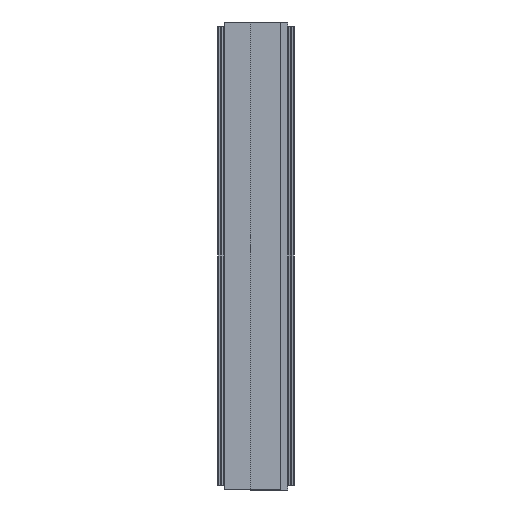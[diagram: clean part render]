
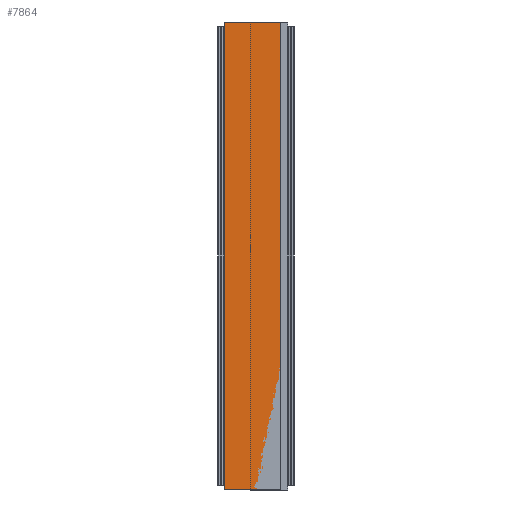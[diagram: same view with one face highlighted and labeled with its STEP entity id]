
A CAD part, front view. The second image highlights one B-rep face of the part: STEP entity #7864.
In plain terms, the highlighted planar face has unit normal (0, -1, 0).
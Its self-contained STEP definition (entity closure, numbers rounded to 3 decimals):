
#274 = CARTESIAN_POINT ( 'NONE',  ( 1225., 0., 146.85 ) ) ;
#548 = DIRECTION ( 'NONE',  ( 0., 0., -1. ) ) ;
#729 = FACE_OUTER_BOUND ( 'NONE', #3906, .T. ) ;
#815 = DIRECTION ( 'NONE',  ( -1., 0., 0. ) ) ;
#1279 = EDGE_CURVE ( 'NONE', #3804, #2555, #1645, .T. ) ;
#1358 = VERTEX_POINT ( 'NONE', #11175 ) ;
#1645 = LINE ( 'NONE', #6215, #8863 ) ;
#2266 = DIRECTION ( 'NONE',  ( 0., 0., 1. ) ) ;
#2555 = VERTEX_POINT ( 'NONE', #5923 ) ;
#3044 = EDGE_CURVE ( 'NONE', #8771, #1358, #12239, .T. ) ;
#3115 = CARTESIAN_POINT ( 'NONE',  ( 1225., 0., -146.85 ) ) ;
#3202 = CARTESIAN_POINT ( 'NONE',  ( 1225., 0., 146.85 ) ) ;
#3674 = AXIS2_PLACEMENT_3D ( 'NONE', #14397, #12498, #2266 ) ;
#3804 = VERTEX_POINT ( 'NONE', #274 ) ;
#3906 = EDGE_LOOP ( 'NONE', ( #8229, #7076, #9606, #4807 ) ) ;
#4807 = ORIENTED_EDGE ( 'NONE', *, *, #12249, .T. ) ;
#4830 = EDGE_CURVE ( 'NONE', #2555, #1358, #7466, .T. ) ;
#5545 = PLANE ( 'NONE',  #3674 ) ;
#5636 = CARTESIAN_POINT ( 'NONE',  ( -1225., 0., 146.85 ) ) ;
#5923 = CARTESIAN_POINT ( 'NONE',  ( 1225., 0., -146.85 ) ) ;
#6215 = CARTESIAN_POINT ( 'NONE',  ( 1225., 0., 146.85 ) ) ;
#7076 = ORIENTED_EDGE ( 'NONE', *, *, #4830, .F. ) ;
#7466 = LINE ( 'NONE', #3115, #9476 ) ;
#7864 = ADVANCED_FACE ( 'NONE', ( #729 ), #5545, .F. ) ;
#8229 = ORIENTED_EDGE ( 'NONE', *, *, #3044, .T. ) ;
#8771 = VERTEX_POINT ( 'NONE', #5636 ) ;
#8833 = CARTESIAN_POINT ( 'NONE',  ( -1225., 0., 146.85 ) ) ;
#8863 = VECTOR ( 'NONE', #548, 1000. ) ;
#9217 = VECTOR ( 'NONE', #815, 1000. ) ;
#9476 = VECTOR ( 'NONE', #12078, 1000. ) ;
#9606 = ORIENTED_EDGE ( 'NONE', *, *, #1279, .F. ) ;
#10278 = LINE ( 'NONE', #3202, #9217 ) ;
#11175 = CARTESIAN_POINT ( 'NONE',  ( -1225., 0., -146.85 ) ) ;
#12078 = DIRECTION ( 'NONE',  ( -1., 0., 0. ) ) ;
#12239 = LINE ( 'NONE', #8833, #13866 ) ;
#12249 = EDGE_CURVE ( 'NONE', #3804, #8771, #10278, .T. ) ;
#12498 = DIRECTION ( 'NONE',  ( 0., 1., 0. ) ) ;
#13442 = DIRECTION ( 'NONE',  ( 0., 0., -1. ) ) ;
#13866 = VECTOR ( 'NONE', #13442, 1000. ) ;
#14397 = CARTESIAN_POINT ( 'NONE',  ( 1225., 0., 146.85 ) ) ;
